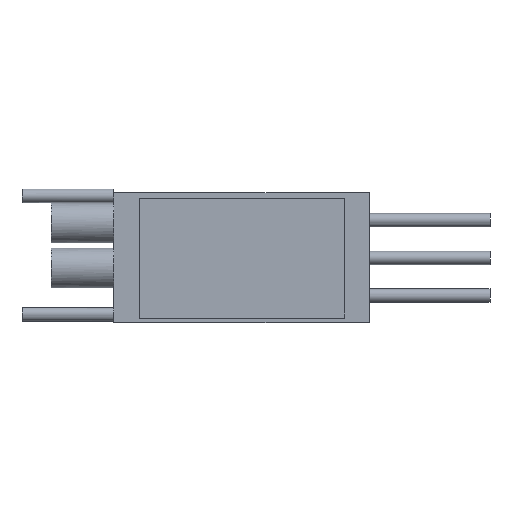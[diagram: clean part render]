
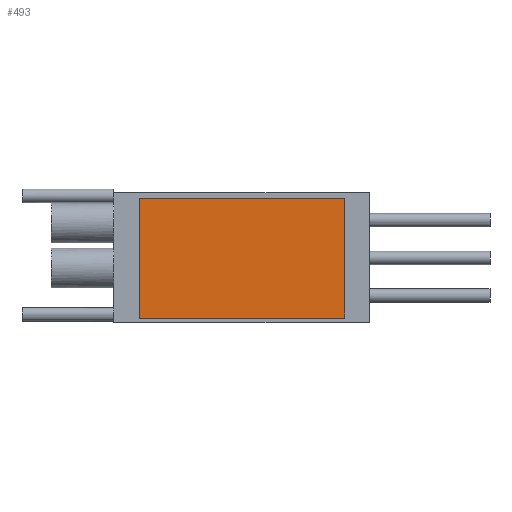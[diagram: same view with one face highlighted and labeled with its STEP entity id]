
A CAD part, top view. The second image highlights one B-rep face of the part: STEP entity #493.
In plain terms, the highlighted planar face has unit normal (0, 0, 1).
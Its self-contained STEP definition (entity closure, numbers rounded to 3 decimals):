
#26=PLANE('',#546);
#55=FACE_OUTER_BOUND('',#88,.T.);
#88=EDGE_LOOP('',(#369,#370,#371,#372));
#120=LINE('',#781,#163);
#123=LINE('',#787,#166);
#126=LINE('',#793,#169);
#129=LINE('',#797,#172);
#163=VECTOR('',#622,10.);
#166=VECTOR('',#627,10.);
#169=VECTOR('',#632,10.);
#172=VECTOR('',#637,10.);
#235=VERTEX_POINT('',#778);
#236=VERTEX_POINT('',#780);
#238=VERTEX_POINT('',#786);
#240=VERTEX_POINT('',#792);
#280=EDGE_CURVE('',#236,#235,#120,.T.);
#283=EDGE_CURVE('',#238,#236,#123,.T.);
#286=EDGE_CURVE('',#240,#238,#126,.T.);
#289=EDGE_CURVE('',#235,#240,#129,.T.);
#369=ORIENTED_EDGE('',*,*,#289,.T.);
#370=ORIENTED_EDGE('',*,*,#286,.T.);
#371=ORIENTED_EDGE('',*,*,#283,.T.);
#372=ORIENTED_EDGE('',*,*,#280,.T.);
#493=ADVANCED_FACE('',(#55),#26,.T.);
#546=AXIS2_PLACEMENT_3D('',#798,#638,#639);
#622=DIRECTION('',(0.,1.,0.));
#627=DIRECTION('',(1.,0.,0.));
#632=DIRECTION('',(0.,-1.,0.));
#637=DIRECTION('',(-1.,0.,0.));
#638=DIRECTION('center_axis',(0.,0.,1.));
#639=DIRECTION('ref_axis',(1.,0.,0.));
#778=CARTESIAN_POINT('',(47.74,25.76,8.));
#780=CARTESIAN_POINT('',(47.74,1.,8.));
#781=CARTESIAN_POINT('',(47.74,25.76,8.));
#786=CARTESIAN_POINT('',(5.34,1.,8.));
#787=CARTESIAN_POINT('',(47.74,1.,8.));
#792=CARTESIAN_POINT('',(5.34,25.76,8.));
#793=CARTESIAN_POINT('',(5.34,1.,8.));
#797=CARTESIAN_POINT('',(5.34,25.76,8.));
#798=CARTESIAN_POINT('Origin',(26.54,13.38,8.));
